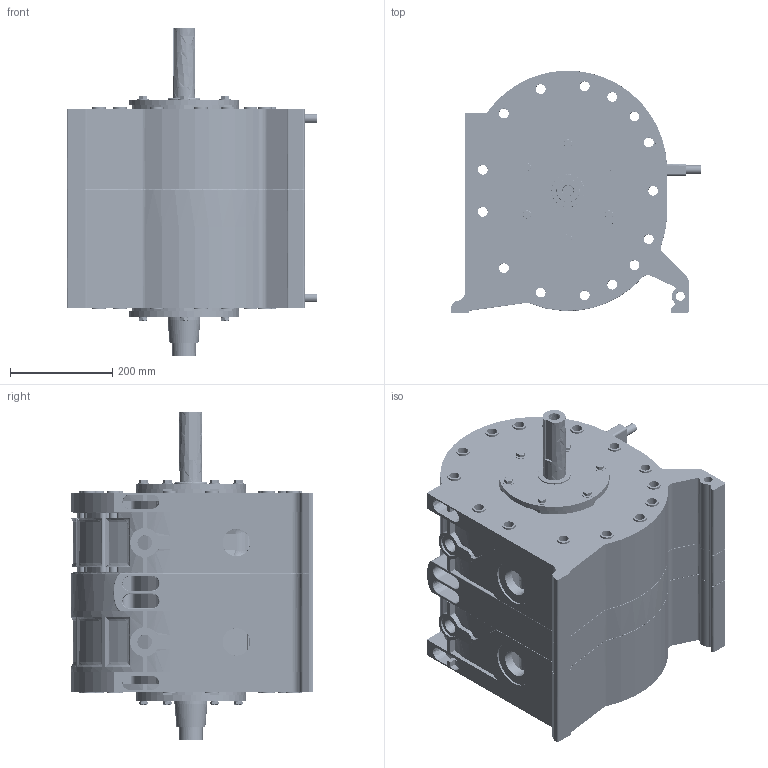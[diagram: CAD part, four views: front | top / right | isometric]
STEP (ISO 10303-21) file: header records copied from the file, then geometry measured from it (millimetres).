
FILE_DESCRIPTION(('FreeCAD Model'),'2;1');
FILE_NAME('Open CASCADE Shape Model','2025-05-04T16:39:41',('FreeCAD'),( 'FreeCAD'),'Open CASCADE STEP processor 7.6','FreeCAD','Unknown');
FILE_SCHEMA(('AUTOMOTIVE_DESIGN { 1 0 10303 214 1 1 1 1 }'));
Products named in the file (1): Open CASCADE STEP translator 7.6 1
Bounding box: 491.03 x 474.25 x 640.89 mm (x, y, z)
Volume: 44072924.2 mm3; surface area: 5300149.7 mm2
Topology: 108 solids, 108 shells, 4858 faces, 12434 edges, 7900 vertices
Faces by surface type: bspline 4858
Entity records: 182728 total; most frequent: CARTESIAN_POINT 114292, ORIENTED_EDGE 24632, EDGE_CURVE 12316, VERTEX_POINT 7900, B_SPLINE_CURVE_WITH_KNOTS 6003, FACE_BOUND 5550, EDGE_LOOP 5550, ADVANCED_FACE 4858
